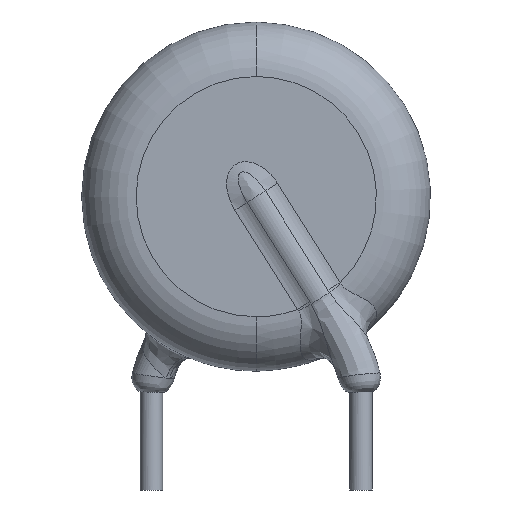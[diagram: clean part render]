
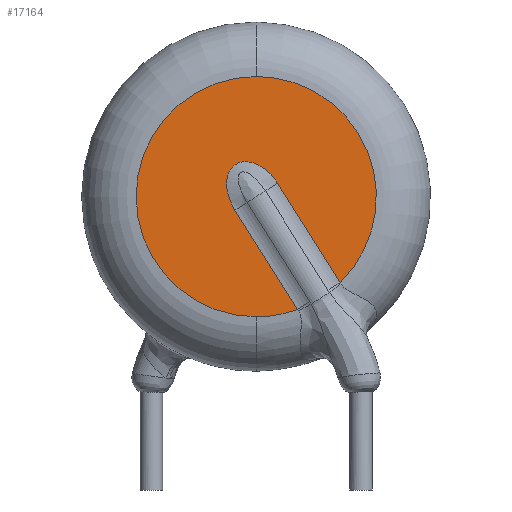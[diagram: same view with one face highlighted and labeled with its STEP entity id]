
A CAD part, front view. The second image highlights one B-rep face of the part: STEP entity #17164.
In plain terms, the highlighted planar face has unit normal (0, -1, 0).
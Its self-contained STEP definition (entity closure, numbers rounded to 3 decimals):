
#74 = CARTESIAN_POINT ( 'NONE',  ( 0., -1.95, 7. ) ) ;
#233 = DIRECTION ( 'NONE',  ( 0., 1., 0. ) ) ;
#960 = CARTESIAN_POINT ( 'NONE',  ( -0.91, -1.95, 6.781 ) ) ;
#1571 = PLANE ( 'NONE',  #2812 ) ;
#1874 = VERTEX_POINT ( 'NONE', #3423 ) ;
#1939 = CIRCLE ( 'NONE', #2518, 4.3 ) ;
#1949 = CARTESIAN_POINT ( 'NONE',  ( 3.003, -1.95, 3.922 ) ) ;
#2040 = ORIENTED_EDGE ( 'NONE', *, *, #17063, .F. ) ;
#2074 = VERTEX_POINT ( 'NONE', #1949 ) ;
#2213 = CARTESIAN_POINT ( 'NONE',  ( 0.763, -1.95, 7.48 ) ) ;
#2252 = EDGE_CURVE ( 'NONE', #6337, #4247, #11062, .T. ) ;
#2397 = AXIS2_PLACEMENT_3D ( 'NONE', #16017, #5223, #14933 ) ;
#2440 = CARTESIAN_POINT ( 'NONE',  ( -0.763, -1.95, 6.52 ) ) ;
#2518 = AXIS2_PLACEMENT_3D ( 'NONE', #10532, #15897, #15537 ) ;
#2649 = CARTESIAN_POINT ( 'NONE',  ( -0.451, -1.95, 8.261 ) ) ;
#2812 = AXIS2_PLACEMENT_3D ( 'NONE', #74, #16159, #9645 ) ;
#3159 = ORIENTED_EDGE ( 'NONE', *, *, #7310, .T. ) ;
#3423 = CARTESIAN_POINT ( 'NONE',  ( 0.763, -1.95, 7.48 ) ) ;
#3427 = DIRECTION ( 'NONE',  ( -0.533, 0., 0.846 ) ) ;
#3864 = EDGE_LOOP ( 'NONE', ( #4381, #12185, #3159, #4205, #2040, #8305 ) ) ;
#4072 = CARTESIAN_POINT ( 'NONE',  ( -1.071, -1.95, 7.509 ) ) ;
#4205 = ORIENTED_EDGE ( 'NONE', *, *, #13768, .T. ) ;
#4247 = VERTEX_POINT ( 'NONE', #8009 ) ;
#4381 = ORIENTED_EDGE ( 'NONE', *, *, #2252, .F. ) ;
#4917 = VERTEX_POINT ( 'NONE', #2440 ) ;
#4919 = CARTESIAN_POINT ( 'NONE',  ( -0.763, -1.95, 6.52 ) ) ;
#4930 = CARTESIAN_POINT ( 'NONE',  ( 1.477, -1.95, 2.962 ) ) ;
#4962 = CARTESIAN_POINT ( 'NONE',  ( -0.148, -1.95, 8.23 ) ) ;
#5051 = CARTESIAN_POINT ( 'NONE',  ( 0.376, -1.95, 7.938 ) ) ;
#5083 = EDGE_CURVE ( 'NONE', #4247, #6288, #8637, .T. ) ;
#5162 = CARTESIAN_POINT ( 'NONE',  ( 0.763, -1.95, 7.48 ) ) ;
#5223 = DIRECTION ( 'NONE',  ( 0., 1., 0. ) ) ;
#5549 = CARTESIAN_POINT ( 'NONE',  ( -0.865, -1.95, 8.076 ) ) ;
#6198 = VECTOR ( 'NONE', #10479, 1000. ) ;
#6265 = CARTESIAN_POINT ( 'NONE',  ( -0.763, -1.95, 6.52 ) ) ;
#6288 = VERTEX_POINT ( 'NONE', #11653 ) ;
#6337 = VERTEX_POINT ( 'NONE', #4930 ) ;
#6341 = CARTESIAN_POINT ( 'NONE',  ( 0.257, -1.95, 8.031 ) ) ;
#6914 = CARTESIAN_POINT ( 'NONE',  ( 0., -1.95, 7. ) ) ;
#7310 = EDGE_CURVE ( 'NONE', #4917, #1874, #11272, .T. ) ;
#7499 = EDGE_CURVE ( 'NONE', #6337, #4917, #7527, .T. ) ;
#7527 = LINE ( 'NONE', #4919, #12547 ) ;
#7575 = CARTESIAN_POINT ( 'NONE',  ( 0.589, -1.95, 7.725 ) ) ;
#8009 = CARTESIAN_POINT ( 'NONE',  ( 0., -1.95, 2.7 ) ) ;
#8305 = ORIENTED_EDGE ( 'NONE', *, *, #5083, .F. ) ;
#8637 = CIRCLE ( 'NONE', #12288, 4.3 ) ;
#8856 = CARTESIAN_POINT ( 'NONE',  ( -1.06, -1.95, 7.663 ) ) ;
#9297 = CARTESIAN_POINT ( 'NONE',  ( -1.012, -1.95, 7.062 ) ) ;
#9645 = DIRECTION ( 'NONE',  ( 0., 0., 1. ) ) ;
#10276 = CARTESIAN_POINT ( 'NONE',  ( -0.005, -1.95, 8.177 ) ) ;
#10479 = DIRECTION ( 'NONE',  ( 0.533, 0., -0.846 ) ) ;
#10532 = CARTESIAN_POINT ( 'NONE',  ( 0., -1.95, 7. ) ) ;
#11062 = CIRCLE ( 'NONE', #2397, 4.3 ) ;
#11096 = DIRECTION ( 'NONE',  ( 0., 0., 1. ) ) ;
#11272 = B_SPLINE_CURVE_WITH_KNOTS ( 'NONE', 3,
 ( #6265, #17039, #960, #9297, #14658, #4072, #8856, #12018, #5549, #15736, #2649, #4962, #10276, #6341, #5051, #7575, #16154, #2213 ),
 .UNSPECIFIED., .F., .F.,
 ( 4, 2, 2, 2, 2, 2, 2, 2, 4 ),
 ( 0., 0., 0.001, 0.001, 0.002, 0.002, 0.003, 0.003, 0.004 ),
 .UNSPECIFIED. ) ;
#11653 = CARTESIAN_POINT ( 'NONE',  ( 0., -1.95, 11.3 ) ) ;
#12018 = CARTESIAN_POINT ( 'NONE',  ( -0.958, -1.95, 7.949 ) ) ;
#12185 = ORIENTED_EDGE ( 'NONE', *, *, #7499, .T. ) ;
#12288 = AXIS2_PLACEMENT_3D ( 'NONE', #6914, #233, #11096 ) ;
#12547 = VECTOR ( 'NONE', #3427, 1000. ) ;
#12607 = LINE ( 'NONE', #5162, #6198 ) ;
#13768 = EDGE_CURVE ( 'NONE', #1874, #2074, #12607, .T. ) ;
#14658 = CARTESIAN_POINT ( 'NONE',  ( -1.048, -1.95, 7.211 ) ) ;
#14933 = DIRECTION ( 'NONE',  ( 0., 0., 1. ) ) ;
#15537 = DIRECTION ( 'NONE',  ( 0., 0., 1. ) ) ;
#15736 = CARTESIAN_POINT ( 'NONE',  ( -0.607, -1.95, 8.234 ) ) ;
#15897 = DIRECTION ( 'NONE',  ( 0., 1., 0. ) ) ;
#16017 = CARTESIAN_POINT ( 'NONE',  ( 0., -1.95, 7. ) ) ;
#16154 = CARTESIAN_POINT ( 'NONE',  ( 0.682, -1.95, 7.608 ) ) ;
#16159 = DIRECTION ( 'NONE',  ( 0., 1., 0. ) ) ;
#16939 = FACE_OUTER_BOUND ( 'NONE', #3864, .T. ) ;
#17039 = CARTESIAN_POINT ( 'NONE',  ( -0.843, -1.95, 6.648 ) ) ;
#17063 = EDGE_CURVE ( 'NONE', #6288, #2074, #1939, .T. ) ;
#17164 = ADVANCED_FACE ( 'NONE', ( #16939 ), #1571, .F. ) ;
